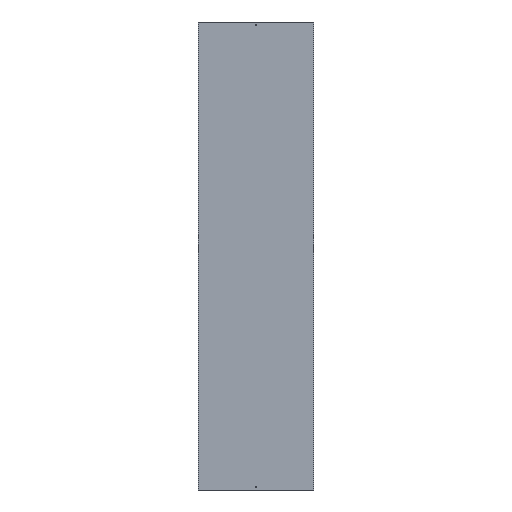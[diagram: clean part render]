
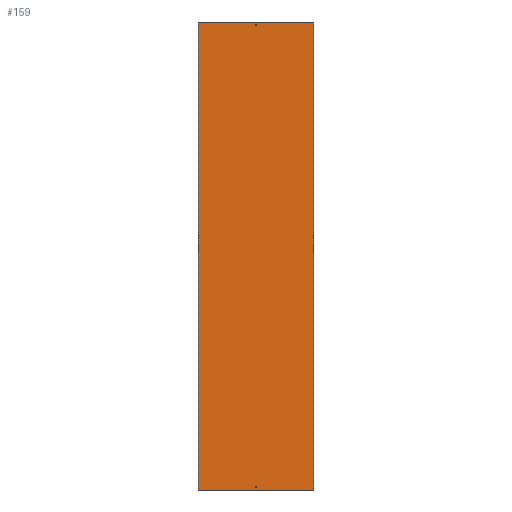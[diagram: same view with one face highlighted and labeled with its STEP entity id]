
A CAD part, front view. The second image highlights one B-rep face of the part: STEP entity #159.
In plain terms, the highlighted planar face has unit normal (0, -1, 0).
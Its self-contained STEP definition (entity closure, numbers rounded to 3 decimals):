
#12 = AXIS2_PLACEMENT_3D ( 'NONE', #121, #313, #303 ) ;
#26 = PLANE ( 'NONE',  #525 ) ;
#52 = CIRCLE ( 'NONE', #12, 2.75 ) ;
#57 = VECTOR ( 'NONE', #240, 1000. ) ;
#60 = CIRCLE ( 'NONE', #172, 2.75 ) ;
#73 = LINE ( 'NONE', #77, #185 ) ;
#77 = CARTESIAN_POINT ( 'NONE',  ( 244., -1.5, -1000. ) ) ;
#80 = DIRECTION ( 'NONE',  ( 0., 1., 0. ) ) ;
#102 = LINE ( 'NONE', #291, #57 ) ;
#121 = CARTESIAN_POINT ( 'NONE',  ( 0., -1.5, 986. ) ) ;
#123 = VERTEX_POINT ( 'NONE', #226 ) ;
#125 = VECTOR ( 'NONE', #276, 1000. ) ;
#129 = ORIENTED_EDGE ( 'NONE', *, *, #396, .F. ) ;
#130 = CARTESIAN_POINT ( 'NONE',  ( 246.183, -1.5, 1000. ) ) ;
#132 = FACE_OUTER_BOUND ( 'NONE', #434, .T. ) ;
#133 = DIRECTION ( 'NONE',  ( -1., 0., 0. ) ) ;
#143 = EDGE_CURVE ( 'NONE', #421, #123, #178, .T. ) ;
#147 = LINE ( 'NONE', #611, #337 ) ;
#156 = EDGE_LOOP ( 'NONE', ( #287, #212 ) ) ;
#157 = CIRCLE ( 'NONE', #446, 2.75 ) ;
#159 = ADVANCED_FACE ( 'NONE', ( #322, #595, #132 ), #26, .F. ) ;
#172 = AXIS2_PLACEMENT_3D ( 'NONE', #466, #289, #247 ) ;
#178 = LINE ( 'NONE', #363, #125 ) ;
#183 = CARTESIAN_POINT ( 'NONE',  ( -246.183, -1.5, 1000. ) ) ;
#185 = VECTOR ( 'NONE', #519, 1000. ) ;
#207 = CARTESIAN_POINT ( 'NONE',  ( 2.75, -1.5, -986. ) ) ;
#212 = ORIENTED_EDGE ( 'NONE', *, *, #222, .F. ) ;
#222 = EDGE_CURVE ( 'NONE', #312, #403, #60, .T. ) ;
#226 = CARTESIAN_POINT ( 'NONE',  ( -246.183, -1.5, -1000. ) ) ;
#240 = DIRECTION ( 'NONE',  ( 0., 0., -1. ) ) ;
#241 = ORIENTED_EDGE ( 'NONE', *, *, #418, .T. ) ;
#242 = DIRECTION ( 'NONE',  ( 1., 0., 0. ) ) ;
#247 = DIRECTION ( 'NONE',  ( -1., 0., 0. ) ) ;
#254 = EDGE_CURVE ( 'NONE', #421, #450, #147, .T. ) ;
#268 = ORIENTED_EDGE ( 'NONE', *, *, #535, .F. ) ;
#276 = DIRECTION ( 'NONE',  ( 0., 0., -1. ) ) ;
#287 = ORIENTED_EDGE ( 'NONE', *, *, #411, .F. ) ;
#289 = DIRECTION ( 'NONE',  ( 0., -1., 0. ) ) ;
#291 = CARTESIAN_POINT ( 'NONE',  ( 246.183, -1.5, 1000. ) ) ;
#303 = DIRECTION ( 'NONE',  ( 1., 0., 0. ) ) ;
#312 = VERTEX_POINT ( 'NONE', #445 ) ;
#313 = DIRECTION ( 'NONE',  ( 0., -1., 0. ) ) ;
#316 = DIRECTION ( 'NONE',  ( 1., 0., 0. ) ) ;
#321 = ORIENTED_EDGE ( 'NONE', *, *, #441, .F. ) ;
#322 = FACE_BOUND ( 'NONE', #538, .T. ) ;
#337 = VECTOR ( 'NONE', #242, 1000. ) ;
#345 = VERTEX_POINT ( 'NONE', #547 ) ;
#348 = CARTESIAN_POINT ( 'NONE',  ( 246.183, -1.5, -1000. ) ) ;
#363 = CARTESIAN_POINT ( 'NONE',  ( -246.183, -1.5, 1000. ) ) ;
#396 = EDGE_CURVE ( 'NONE', #345, #487, #52, .T. ) ;
#403 = VERTEX_POINT ( 'NONE', #207 ) ;
#405 = DIRECTION ( 'NONE',  ( -1., 0., 0. ) ) ;
#411 = EDGE_CURVE ( 'NONE', #403, #312, #157, .T. ) ;
#418 = EDGE_CURVE ( 'NONE', #123, #515, #73, .T. ) ;
#420 = CARTESIAN_POINT ( 'NONE',  ( 0., -1.5, 986. ) ) ;
#421 = VERTEX_POINT ( 'NONE', #183 ) ;
#423 = DIRECTION ( 'NONE',  ( 0., -1., 0. ) ) ;
#434 = EDGE_LOOP ( 'NONE', ( #241, #268, #594, #498 ) ) ;
#441 = EDGE_CURVE ( 'NONE', #487, #345, #467, .T. ) ;
#445 = CARTESIAN_POINT ( 'NONE',  ( -2.75, -1.5, -986. ) ) ;
#446 = AXIS2_PLACEMENT_3D ( 'NONE', #548, #423, #133 ) ;
#450 = VERTEX_POINT ( 'NONE', #130 ) ;
#460 = DIRECTION ( 'NONE',  ( 0., -1., 0. ) ) ;
#464 = CARTESIAN_POINT ( 'NONE',  ( 2.75, -1.5, 986. ) ) ;
#466 = CARTESIAN_POINT ( 'NONE',  ( 0., -1.5, -986. ) ) ;
#467 = CIRCLE ( 'NONE', #542, 2.75 ) ;
#487 = VERTEX_POINT ( 'NONE', #464 ) ;
#498 = ORIENTED_EDGE ( 'NONE', *, *, #143, .T. ) ;
#515 = VERTEX_POINT ( 'NONE', #348 ) ;
#519 = DIRECTION ( 'NONE',  ( 1., 0., 0. ) ) ;
#525 = AXIS2_PLACEMENT_3D ( 'NONE', #552, #80, #405 ) ;
#535 = EDGE_CURVE ( 'NONE', #450, #515, #102, .T. ) ;
#538 = EDGE_LOOP ( 'NONE', ( #321, #129 ) ) ;
#542 = AXIS2_PLACEMENT_3D ( 'NONE', #420, #460, #316 ) ;
#547 = CARTESIAN_POINT ( 'NONE',  ( -2.75, -1.5, 986. ) ) ;
#548 = CARTESIAN_POINT ( 'NONE',  ( 0., -1.5, -986. ) ) ;
#552 = CARTESIAN_POINT ( 'NONE',  ( 244., -1.5, 1000. ) ) ;
#594 = ORIENTED_EDGE ( 'NONE', *, *, #254, .F. ) ;
#595 = FACE_BOUND ( 'NONE', #156, .T. ) ;
#611 = CARTESIAN_POINT ( 'NONE',  ( 244., -1.5, 1000. ) ) ;
